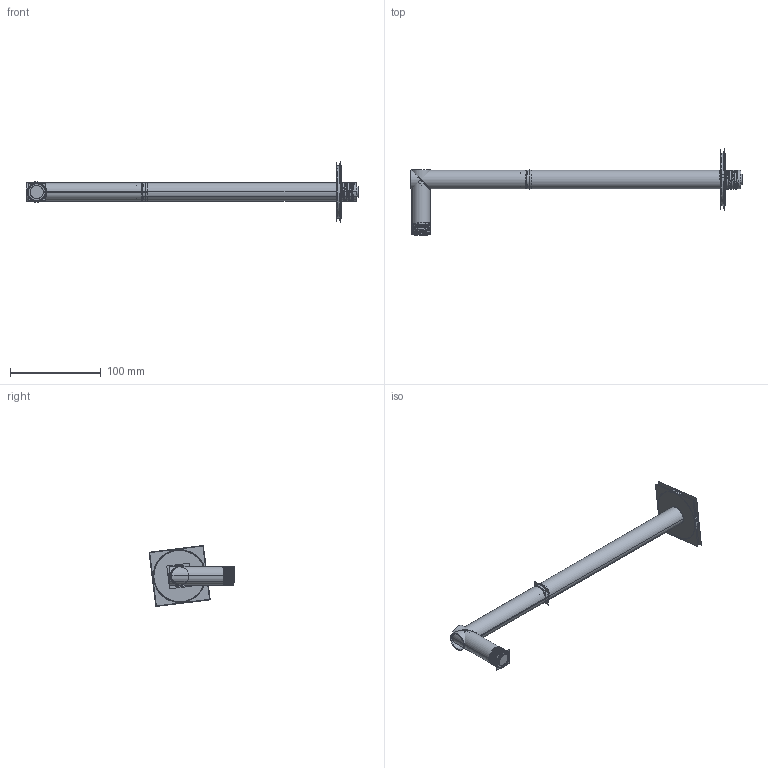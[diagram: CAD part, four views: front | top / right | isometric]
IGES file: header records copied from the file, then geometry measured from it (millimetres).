
Start section:  PTC IGES file: a42631.igs
Global section: file name: a42631.igs; native system: Creo Parametric by PTC Inc.; preprocessor: 2017380; author: enes.cakir; organization: Unknown; date: 20190219.172826; units: millimetre
Bounding box: 365.62 x 94.67 x 67.33 mm (x, y, z)
Surface area: 639286.7 mm2 (no closed solid volume)
Topology: 0 solids, 0 shells, 420 faces, 6152 edges, 8098 vertices
Faces by surface type: revolution 276, bspline 144
